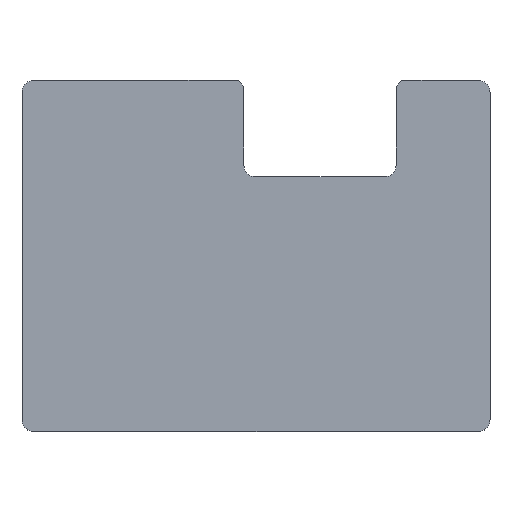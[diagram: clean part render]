
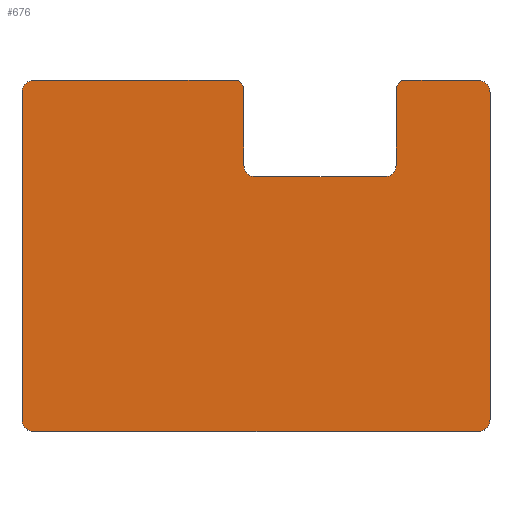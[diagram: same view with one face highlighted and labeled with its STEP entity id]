
A CAD part, top view. The second image highlights one B-rep face of the part: STEP entity #676.
In plain terms, the highlighted planar face has unit normal (0, 0, 1).
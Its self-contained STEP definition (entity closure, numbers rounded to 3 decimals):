
#65=AXIS2_PLACEMENT_3D('Plane Axis2P3D',#62,#63,#64) ;
#557=AXIS2_PLACEMENT_3D('Circle Axis2P3D',#555,#556,$) ;
#571=AXIS2_PLACEMENT_3D('Circle Axis2P3D',#569,#570,$) ;
#599=AXIS2_PLACEMENT_3D('Circle Axis2P3D',#597,#598,$) ;
#613=AXIS2_PLACEMENT_3D('Circle Axis2P3D',#611,#612,$) ;
#627=AXIS2_PLACEMENT_3D('Circle Axis2P3D',#625,#626,$) ;
#641=AXIS2_PLACEMENT_3D('Circle Axis2P3D',#639,#640,$) ;
#62=CARTESIAN_POINT('Axis2P3D Location',(0.,0.,22.)) ;
#546=CARTESIAN_POINT('Line Origine',(23.94,22.25,22.)) ;
#550=CARTESIAN_POINT('Vertex',(23.94,15.5,22.)) ;
#552=CARTESIAN_POINT('Vertex',(23.94,29.,22.)) ;
#555=CARTESIAN_POINT('Axis2P3D Location',(21.94,15.5,22.)) ;
#559=CARTESIAN_POINT('Vertex',(21.94,13.5,22.)) ;
#562=CARTESIAN_POINT('Line Origine',(10.94,13.5,22.)) ;
#566=CARTESIAN_POINT('Vertex',(-0.06,13.5,22.)) ;
#569=CARTESIAN_POINT('Axis2P3D Location',(-0.06,15.5,22.)) ;
#573=CARTESIAN_POINT('Vertex',(-2.06,15.5,22.)) ;
#576=CARTESIAN_POINT('Line Origine',(-2.06,22.25,22.)) ;
#580=CARTESIAN_POINT('Vertex',(-2.06,29.,22.)) ;
#583=CARTESIAN_POINT('Line Origine',(-2.56,29.5,22.)) ;
#587=CARTESIAN_POINT('Vertex',(-3.06,30.,22.)) ;
#590=CARTESIAN_POINT('Line Origine',(-20.53,30.,22.)) ;
#594=CARTESIAN_POINT('Vertex',(-38.,30.,22.)) ;
#597=CARTESIAN_POINT('Axis2P3D Location',(-38.,28.,22.)) ;
#601=CARTESIAN_POINT('Vertex',(-40.,28.,22.)) ;
#604=CARTESIAN_POINT('Line Origine',(-40.,0.,22.)) ;
#608=CARTESIAN_POINT('Vertex',(-40.,-28.,22.)) ;
#611=CARTESIAN_POINT('Axis2P3D Location',(-38.,-28.,22.)) ;
#615=CARTESIAN_POINT('Vertex',(-38.,-30.,22.)) ;
#618=CARTESIAN_POINT('Line Origine',(0.,-30.,22.)) ;
#622=CARTESIAN_POINT('Vertex',(38.,-30.,22.)) ;
#625=CARTESIAN_POINT('Axis2P3D Location',(38.,-28.,22.)) ;
#629=CARTESIAN_POINT('Vertex',(40.,-28.,22.)) ;
#632=CARTESIAN_POINT('Line Origine',(40.,0.,22.)) ;
#636=CARTESIAN_POINT('Vertex',(40.,28.,22.)) ;
#639=CARTESIAN_POINT('Axis2P3D Location',(38.,28.,22.)) ;
#643=CARTESIAN_POINT('Vertex',(38.,30.,22.)) ;
#646=CARTESIAN_POINT('Line Origine',(31.47,30.,22.)) ;
#650=CARTESIAN_POINT('Vertex',(24.94,30.,22.)) ;
#653=CARTESIAN_POINT('Line Origine',(24.44,29.5,22.)) ;
#63=DIRECTION('Axis2P3D Direction',(0.,0.,1.)) ;
#64=DIRECTION('Axis2P3D XDirection',(1.,0.,0.)) ;
#547=DIRECTION('Vector Direction',(0.,-1.,0.)) ;
#556=DIRECTION('Axis2P3D Direction',(0.,0.,1.)) ;
#563=DIRECTION('Vector Direction',(-1.,0.,0.)) ;
#570=DIRECTION('Axis2P3D Direction',(0.,0.,1.)) ;
#577=DIRECTION('Vector Direction',(0.,1.,0.)) ;
#584=DIRECTION('Vector Direction',(0.707,-0.707,0.)) ;
#591=DIRECTION('Vector Direction',(1.,0.,0.)) ;
#598=DIRECTION('Axis2P3D Direction',(0.,0.,1.)) ;
#605=DIRECTION('Vector Direction',(0.,1.,0.)) ;
#612=DIRECTION('Axis2P3D Direction',(0.,0.,1.)) ;
#619=DIRECTION('Vector Direction',(-1.,0.,0.)) ;
#626=DIRECTION('Axis2P3D Direction',(0.,0.,1.)) ;
#633=DIRECTION('Vector Direction',(0.,-1.,0.)) ;
#640=DIRECTION('Axis2P3D Direction',(0.,0.,1.)) ;
#647=DIRECTION('Vector Direction',(1.,0.,0.)) ;
#654=DIRECTION('Vector Direction',(-0.707,-0.707,0.)) ;
#548=VECTOR('Line Direction',#547,1.) ;
#564=VECTOR('Line Direction',#563,1.) ;
#578=VECTOR('Line Direction',#577,1.) ;
#585=VECTOR('Line Direction',#584,1.) ;
#592=VECTOR('Line Direction',#591,1.) ;
#606=VECTOR('Line Direction',#605,1.) ;
#620=VECTOR('Line Direction',#619,1.) ;
#634=VECTOR('Line Direction',#633,1.) ;
#648=VECTOR('Line Direction',#647,1.) ;
#655=VECTOR('Line Direction',#654,1.) ;
#659=ORIENTED_EDGE('',*,*,#554,.F.) ;
#660=ORIENTED_EDGE('',*,*,#561,.T.) ;
#661=ORIENTED_EDGE('',*,*,#568,.F.) ;
#662=ORIENTED_EDGE('',*,*,#575,.T.) ;
#663=ORIENTED_EDGE('',*,*,#582,.F.) ;
#664=ORIENTED_EDGE('',*,*,#589,.F.) ;
#665=ORIENTED_EDGE('',*,*,#596,.F.) ;
#666=ORIENTED_EDGE('',*,*,#603,.F.) ;
#667=ORIENTED_EDGE('',*,*,#610,.F.) ;
#668=ORIENTED_EDGE('',*,*,#617,.F.) ;
#669=ORIENTED_EDGE('',*,*,#624,.F.) ;
#670=ORIENTED_EDGE('',*,*,#631,.F.) ;
#671=ORIENTED_EDGE('',*,*,#638,.F.) ;
#672=ORIENTED_EDGE('',*,*,#645,.F.) ;
#673=ORIENTED_EDGE('',*,*,#652,.F.) ;
#674=ORIENTED_EDGE('',*,*,#657,.F.) ;
#676=ADVANCED_FACE('PartBody',(#675),#66,.T.) ;
#558=CIRCLE('generated circle',#557,2.) ;
#572=CIRCLE('generated circle',#571,2.) ;
#600=CIRCLE('generated circle',#599,2.) ;
#614=CIRCLE('generated circle',#613,2.) ;
#628=CIRCLE('generated circle',#627,2.) ;
#642=CIRCLE('generated circle',#641,2.) ;
#554=EDGE_CURVE('',#551,#553,#549,.F.) ;
#561=EDGE_CURVE('',#551,#560,#558,.F.) ;
#568=EDGE_CURVE('',#567,#560,#565,.F.) ;
#575=EDGE_CURVE('',#567,#574,#572,.F.) ;
#582=EDGE_CURVE('',#581,#574,#579,.F.) ;
#589=EDGE_CURVE('',#588,#581,#586,.T.) ;
#596=EDGE_CURVE('',#595,#588,#593,.T.) ;
#603=EDGE_CURVE('',#602,#595,#600,.F.) ;
#610=EDGE_CURVE('',#609,#602,#607,.T.) ;
#617=EDGE_CURVE('',#616,#609,#614,.F.) ;
#624=EDGE_CURVE('',#623,#616,#621,.T.) ;
#631=EDGE_CURVE('',#630,#623,#628,.F.) ;
#638=EDGE_CURVE('',#637,#630,#635,.T.) ;
#645=EDGE_CURVE('',#644,#637,#642,.F.) ;
#652=EDGE_CURVE('',#651,#644,#649,.T.) ;
#657=EDGE_CURVE('',#553,#651,#656,.F.) ;
#658=EDGE_LOOP('',(#659,#660,#661,#662,#663,#664,#665,#666,#667,#668,#669,#670,#671,#672,#673,#674)) ;
#675=FACE_OUTER_BOUND('',#658,.T.) ;
#549=LINE('Line',#546,#548) ;
#565=LINE('Line',#562,#564) ;
#579=LINE('Line',#576,#578) ;
#586=LINE('Line',#583,#585) ;
#593=LINE('Line',#590,#592) ;
#607=LINE('Line',#604,#606) ;
#621=LINE('Line',#618,#620) ;
#635=LINE('Line',#632,#634) ;
#649=LINE('Line',#646,#648) ;
#656=LINE('Line',#653,#655) ;
#66=PLANE('Plane.1',#65) ;
#551=VERTEX_POINT('',#550) ;
#553=VERTEX_POINT('',#552) ;
#560=VERTEX_POINT('',#559) ;
#567=VERTEX_POINT('',#566) ;
#574=VERTEX_POINT('',#573) ;
#581=VERTEX_POINT('',#580) ;
#588=VERTEX_POINT('',#587) ;
#595=VERTEX_POINT('',#594) ;
#602=VERTEX_POINT('',#601) ;
#609=VERTEX_POINT('',#608) ;
#616=VERTEX_POINT('',#615) ;
#623=VERTEX_POINT('',#622) ;
#630=VERTEX_POINT('',#629) ;
#637=VERTEX_POINT('',#636) ;
#644=VERTEX_POINT('',#643) ;
#651=VERTEX_POINT('',#650) ;
